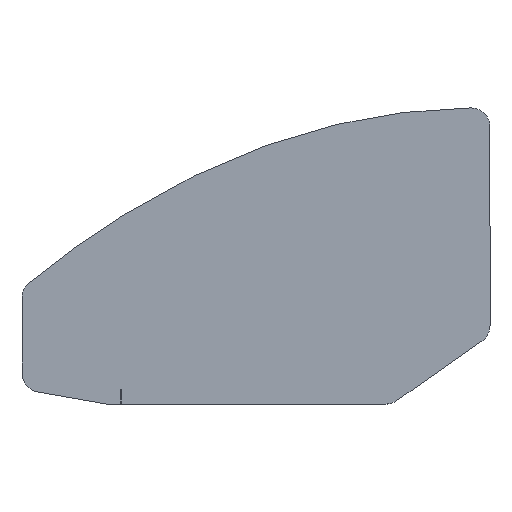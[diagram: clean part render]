
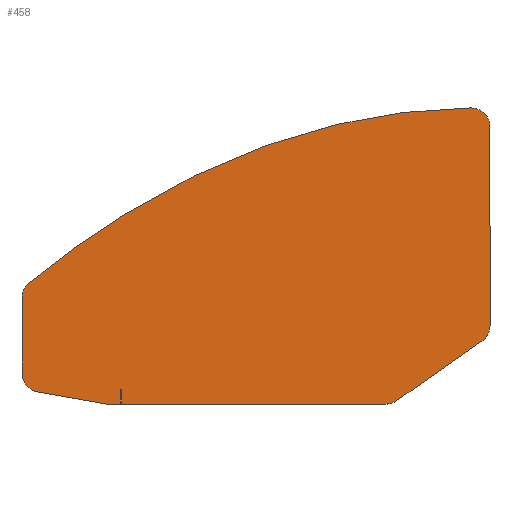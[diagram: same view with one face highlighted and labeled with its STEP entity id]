
A CAD part, top view. The second image highlights one B-rep face of the part: STEP entity #458.
In plain terms, the highlighted planar face has unit normal (0, 0, 1).
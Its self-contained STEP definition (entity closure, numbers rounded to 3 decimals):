
#4 = DIRECTION ( 'NONE',  ( 1., 0., 0. ) ) ;
#16 = VERTEX_POINT ( 'NONE', #356 ) ;
#18 = VERTEX_POINT ( 'NONE', #212 ) ;
#20 = DIRECTION ( 'NONE',  ( 1., 0., 0. ) ) ;
#24 = AXIS2_PLACEMENT_3D ( 'NONE', #498, #344, #347 ) ;
#30 = AXIS2_PLACEMENT_3D ( 'NONE', #170, #259, #20 ) ;
#42 = VERTEX_POINT ( 'NONE', #560 ) ;
#43 = VECTOR ( 'NONE', #332, 1000. ) ;
#46 = AXIS2_PLACEMENT_3D ( 'NONE', #100, #482, #54 ) ;
#52 = LINE ( 'NONE', #236, #318 ) ;
#54 = DIRECTION ( 'NONE',  ( -1., 0., 0. ) ) ;
#59 = CARTESIAN_POINT ( 'NONE',  ( 508.594, 578.43, 5. ) ) ;
#60 = EDGE_CURVE ( 'NONE', #525, #18, #409, .T. ) ;
#63 = CARTESIAN_POINT ( 'NONE',  ( -263., 0., 5. ) ) ;
#73 = DIRECTION ( 'NONE',  ( 0., -1., 0. ) ) ;
#84 = CIRCLE ( 'NONE', #198, 40. ) ;
#88 = VERTEX_POINT ( 'NONE', #364 ) ;
#93 = VERTEX_POINT ( 'NONE', #127 ) ;
#96 = EDGE_CURVE ( 'NONE', #525, #272, #564, .T. ) ;
#100 = CARTESIAN_POINT ( 'NONE',  ( -428.459, 64.821, 5. ) ) ;
#110 = ORIENTED_EDGE ( 'NONE', *, *, #517, .T. ) ;
#111 = PLANE ( 'NONE',  #226 ) ;
#112 = CIRCLE ( 'NONE', #373, 40. ) ;
#115 = CARTESIAN_POINT ( 'NONE',  ( -468.459, 64.821, 5. ) ) ;
#117 = EDGE_CURVE ( 'NONE', #18, #439, #379, .T. ) ;
#126 = VECTOR ( 'NONE', #551, 1000. ) ;
#127 = CARTESIAN_POINT ( 'NONE',  ( -468.459, 222.307, 5. ) ) ;
#138 = VERTEX_POINT ( 'NONE', #413 ) ;
#145 = CARTESIAN_POINT ( 'NONE',  ( 508.594, 164.217, 5. ) ) ;
#149 = ORIENTED_EDGE ( 'NONE', *, *, #435, .T. ) ;
#151 = ORIENTED_EDGE ( 'NONE', *, *, #96, .F. ) ;
#157 = CARTESIAN_POINT ( 'NONE',  ( 314.137, 7.234, 5. ) ) ;
#161 = DIRECTION ( 'NONE',  ( 1., 0., 0. ) ) ;
#169 = LINE ( 'NONE', #540, #126 ) ;
#170 = CARTESIAN_POINT ( 'NONE',  ( 291.194, 40., 5. ) ) ;
#180 = ORIENTED_EDGE ( 'NONE', *, *, #575, .F. ) ;
#196 = CARTESIAN_POINT ( 'NONE',  ( 468.009, 618.426, 5. ) ) ;
#197 = ORIENTED_EDGE ( 'NONE', *, *, #613, .T. ) ;
#198 = AXIS2_PLACEMENT_3D ( 'NONE', #199, #288, #161 ) ;
#199 = CARTESIAN_POINT ( 'NONE',  ( 468.594, 164.217, 5. ) ) ;
#202 = CARTESIAN_POINT ( 'NONE',  ( -428.459, 222.307, 5. ) ) ;
#203 = VERTEX_POINT ( 'NONE', #213 ) ;
#212 = CARTESIAN_POINT ( 'NONE',  ( 291.194, 0., 5. ) ) ;
#213 = CARTESIAN_POINT ( 'NONE',  ( 491.537, 131.451, 5. ) ) ;
#219 = CARTESIAN_POINT ( 'NONE',  ( 291.194, 0., 5. ) ) ;
#226 = AXIS2_PLACEMENT_3D ( 'NONE', #255, #595, #284 ) ;
#231 = VERTEX_POINT ( 'NONE', #297 ) ;
#236 = CARTESIAN_POINT ( 'NONE',  ( 291.194, 0., 5. ) ) ;
#244 = LINE ( 'NONE', #252, #483 ) ;
#245 = VERTEX_POINT ( 'NONE', #310 ) ;
#249 = DIRECTION ( 'NONE',  ( 0., 0., 1. ) ) ;
#252 = CARTESIAN_POINT ( 'NONE',  ( 0., 30., 5. ) ) ;
#253 = DIRECTION ( 'NONE',  ( 0., 1., 0. ) ) ;
#255 = CARTESIAN_POINT ( 'NONE',  ( 468.594, 164.217, 5. ) ) ;
#259 = DIRECTION ( 'NONE',  ( 0., 0., 1. ) ) ;
#268 = VECTOR ( 'NONE', #253, 1000. ) ;
#272 = VERTEX_POINT ( 'NONE', #603 ) ;
#279 = VERTEX_POINT ( 'NONE', #365 ) ;
#284 = DIRECTION ( 'NONE',  ( 1., 0., 0. ) ) ;
#288 = DIRECTION ( 'NONE',  ( 0., 0., 1. ) ) ;
#292 = CARTESIAN_POINT ( 'NONE',  ( -453.659, 253.371, 5. ) ) ;
#297 = CARTESIAN_POINT ( 'NONE',  ( -263., 30., 5. ) ) ;
#299 = VECTOR ( 'NONE', #327, 1000. ) ;
#308 = DIRECTION ( 'NONE',  ( 1., 0., 0. ) ) ;
#310 = CARTESIAN_POINT ( 'NONE',  ( -435.405, 25.428, 5. ) ) ;
#315 = ORIENTED_EDGE ( 'NONE', *, *, #543, .T. ) ;
#318 = VECTOR ( 'NONE', #4, 1000. ) ;
#319 = ORIENTED_EDGE ( 'NONE', *, *, #496, .T. ) ;
#327 = DIRECTION ( 'NONE',  ( 0., 1., 0. ) ) ;
#329 = ORIENTED_EDGE ( 'NONE', *, *, #334, .T. ) ;
#332 = DIRECTION ( 'NONE',  ( 0., 1., 0. ) ) ;
#333 = ORIENTED_EDGE ( 'NONE', *, *, #394, .T. ) ;
#334 = EDGE_CURVE ( 'NONE', #535, #231, #578, .T. ) ;
#342 = CIRCLE ( 'NONE', #46, 40. ) ;
#344 = DIRECTION ( 'NONE',  ( 0., 0., 1. ) ) ;
#346 = EDGE_CURVE ( 'NONE', #138, #541, #584, .T. ) ;
#347 = DIRECTION ( 'NONE',  ( 1., 0., 0. ) ) ;
#349 = CARTESIAN_POINT ( 'NONE',  ( 0.662, 555.466, 5. ) ) ;
#356 = CARTESIAN_POINT ( 'NONE',  ( -468.459, 64.821, 5. ) ) ;
#363 = DIRECTION ( 'NONE',  ( 0.819, 0.574, 0. ) ) ;
#364 = CARTESIAN_POINT ( 'NONE',  ( -291.194, 0., 5. ) ) ;
#365 = CARTESIAN_POINT ( 'NONE',  ( -453.659, 253.371, 5. ) ) ;
#369 = ORIENTED_EDGE ( 'NONE', *, *, #117, .T. ) ;
#373 = AXIS2_PLACEMENT_3D ( 'NONE', #202, #249, #444 ) ;
#379 = CIRCLE ( 'NONE', #30, 40. ) ;
#393 = ORIENTED_EDGE ( 'NONE', *, *, #554, .T. ) ;
#394 = EDGE_CURVE ( 'NONE', #88, #535, #52, .T. ) ;
#409 = LINE ( 'NONE', #219, #597 ) ;
#413 = CARTESIAN_POINT ( 'NONE',  ( 508.594, 164.217, 5. ) ) ;
#431 = ORIENTED_EDGE ( 'NONE', *, *, #503, .T. ) ;
#435 = EDGE_CURVE ( 'NONE', #16, #245, #342, .T. ) ;
#439 = VERTEX_POINT ( 'NONE', #516 ) ;
#441 = FACE_OUTER_BOUND ( 'NONE', #442, .T. ) ;
#442 = EDGE_LOOP ( 'NONE', ( #333, #329, #180, #151, #583, #369, #197, #431, #544, #393, #519, #315, #110, #149, #319 ) ) ;
#444 = DIRECTION ( 'NONE',  ( -1., 0., 0. ) ) ;
#448 = DIRECTION ( 'NONE',  ( -1., 0., 0. ) ) ;
#451 = VECTOR ( 'NONE', #73, 1000. ) ;
#458 = ADVANCED_FACE ( 'NONE', ( #441 ), #111, .T. ) ;
#482 = DIRECTION ( 'NONE',  ( 0., 0., 1. ) ) ;
#483 = VECTOR ( 'NONE', #448, 1000. ) ;
#491 = CARTESIAN_POINT ( 'NONE',  ( 314.654, 616.183, 5. ) ) ;
#496 = EDGE_CURVE ( 'NONE', #245, #88, #169, .T. ) ;
#498 = CARTESIAN_POINT ( 'NONE',  ( 468.594, 578.43, 5. ) ) ;
#503 = EDGE_CURVE ( 'NONE', #203, #138, #84, .T. ) ;
#508 = CARTESIAN_POINT ( 'NONE',  ( -260., 0., 5. ) ) ;
#509 = B_SPLINE_CURVE_WITH_KNOTS ( 'NONE', 3,
 ( #196, #491, #349, #542, #292 ),
 .UNSPECIFIED., .F., .F.,
 ( 4, 1, 4 ),
 ( 0.012, 0.347, 0.712 ),
 .UNSPECIFIED. ) ;
#516 = CARTESIAN_POINT ( 'NONE',  ( 314.137, 7.234, 5. ) ) ;
#517 = EDGE_CURVE ( 'NONE', #93, #16, #601, .T. ) ;
#519 = ORIENTED_EDGE ( 'NONE', *, *, #524, .T. ) ;
#524 = EDGE_CURVE ( 'NONE', #42, #279, #509, .T. ) ;
#525 = VERTEX_POINT ( 'NONE', #555 ) ;
#535 = VERTEX_POINT ( 'NONE', #63 ) ;
#538 = CIRCLE ( 'NONE', #24, 40. ) ;
#540 = CARTESIAN_POINT ( 'NONE',  ( -291.194, 0., 5. ) ) ;
#541 = VERTEX_POINT ( 'NONE', #59 ) ;
#542 = CARTESIAN_POINT ( 'NONE',  ( -300.339, 377.747, 5. ) ) ;
#543 = EDGE_CURVE ( 'NONE', #279, #93, #112, .T. ) ;
#544 = ORIENTED_EDGE ( 'NONE', *, *, #346, .T. ) ;
#551 = DIRECTION ( 'NONE',  ( 0.985, -0.174, 0. ) ) ;
#554 = EDGE_CURVE ( 'NONE', #541, #42, #538, .T. ) ;
#555 = CARTESIAN_POINT ( 'NONE',  ( -260., 0., 5. ) ) ;
#560 = CARTESIAN_POINT ( 'NONE',  ( 468.009, 618.426, 5. ) ) ;
#564 = LINE ( 'NONE', #508, #268 ) ;
#572 = VECTOR ( 'NONE', #363, 1000. ) ;
#575 = EDGE_CURVE ( 'NONE', #272, #231, #244, .T. ) ;
#578 = LINE ( 'NONE', #580, #299 ) ;
#580 = CARTESIAN_POINT ( 'NONE',  ( -263., 0., 5. ) ) ;
#583 = ORIENTED_EDGE ( 'NONE', *, *, #60, .T. ) ;
#584 = LINE ( 'NONE', #145, #43 ) ;
#588 = LINE ( 'NONE', #157, #572 ) ;
#595 = DIRECTION ( 'NONE',  ( 0., 0., 1. ) ) ;
#597 = VECTOR ( 'NONE', #308, 1000. ) ;
#601 = LINE ( 'NONE', #115, #451 ) ;
#603 = CARTESIAN_POINT ( 'NONE',  ( -260., 30., 5. ) ) ;
#613 = EDGE_CURVE ( 'NONE', #439, #203, #588, .T. ) ;
